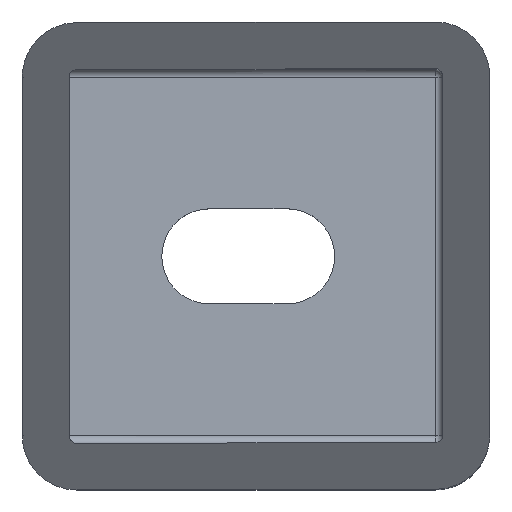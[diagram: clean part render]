
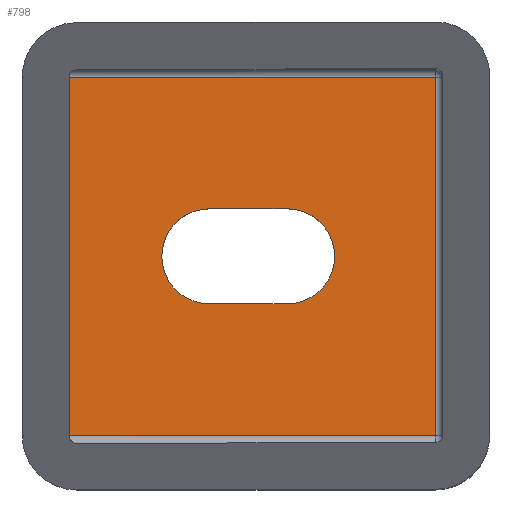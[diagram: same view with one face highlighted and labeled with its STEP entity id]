
A CAD part, top view. The second image highlights one B-rep face of the part: STEP entity #798.
In plain terms, the highlighted planar face has unit normal (0, 0, 1).
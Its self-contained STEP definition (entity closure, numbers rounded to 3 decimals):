
#304=CARTESIAN_POINT('',(-27.,3.5,3.));
#305=VERTEX_POINT('',#304);
#320=CARTESIAN_POINT('',(-27.0,26.5,3.));
#321=VERTEX_POINT('',#320);
#322=CARTESIAN_POINT('',(-27.,3.5,3.));
#323=DIRECTION('',(0.0,1.0,0.0));
#324=VECTOR('',#323,23.0);
#325=LINE('',#322,#324);
#326=EDGE_CURVE('',#305,#321,#325,.T.);
#732=CARTESIAN_POINT('',(0.,0.0,3.));
#733=DIRECTION('',(0.0,0.0,1.0));
#734=DIRECTION('',(0.0,1.0,0.0));
#735=AXIS2_PLACEMENT_3D('',#732,#733,#734);
#736=PLANE('',#735);
#737=ORIENTED_EDGE('',*,*,#326,.F.);
#738=CARTESIAN_POINT('',(-3.5,3.5,3.));
#739=VERTEX_POINT('',#738);
#740=CARTESIAN_POINT('',(-3.5,3.5,3.));
#741=DIRECTION('',(-1.0,0.0,0.0));
#742=VECTOR('',#741,23.5);
#743=LINE('',#740,#742);
#744=EDGE_CURVE('',#739,#305,#743,.T.);
#745=ORIENTED_EDGE('',*,*,#744,.F.);
#746=CARTESIAN_POINT('',(-3.5,26.5,3.));
#747=VERTEX_POINT('',#746);
#748=CARTESIAN_POINT('',(-3.5,26.5,3.));
#749=DIRECTION('',(0.0,-1.0,0.0));
#750=VECTOR('',#749,23.0);
#751=LINE('',#748,#750);
#752=EDGE_CURVE('',#747,#739,#751,.T.);
#753=ORIENTED_EDGE('',*,*,#752,.F.);
#754=CARTESIAN_POINT('',(-27.0,26.5,3.));
#755=DIRECTION('',(1.0,0.0,0.0));
#756=VECTOR('',#755,23.5);
#757=LINE('',#754,#756);
#758=EDGE_CURVE('',#321,#747,#757,.T.);
#759=ORIENTED_EDGE('',*,*,#758,.F.);
#760=EDGE_LOOP('',(#737,#745,#753,#759));
#761=FACE_OUTER_BOUND('',#760,.T.);
#762=CARTESIAN_POINT('',(-18.,11.95,3.0));
#763=VERTEX_POINT('',#762);
#764=CARTESIAN_POINT('',(-18.0,18.05,3.0));
#765=VERTEX_POINT('',#764);
#766=CARTESIAN_POINT('',(-18.,15.,3.0));
#767=DIRECTION('',(0.0,0.0,-1.0));
#768=DIRECTION('',(0.0,1.0,0.0));
#769=AXIS2_PLACEMENT_3D('',#766,#767,#768);
#770=CIRCLE('',#769,3.05);
#771=EDGE_CURVE('',#763,#765,#770,.T.);
#772=ORIENTED_EDGE('',*,*,#771,.T.);
#773=CARTESIAN_POINT('',(-13.,18.05,3.0));
#774=VERTEX_POINT('',#773);
#775=CARTESIAN_POINT('',(-18.0,18.05,3.0));
#776=DIRECTION('',(1.0,0.0,0.0));
#777=VECTOR('',#776,5.);
#778=LINE('',#775,#777);
#779=EDGE_CURVE('',#765,#774,#778,.T.);
#780=ORIENTED_EDGE('',*,*,#779,.T.);
#781=CARTESIAN_POINT('',(-13.,11.95,3.0));
#782=VERTEX_POINT('',#781);
#783=CARTESIAN_POINT('',(-13.,15.,3.0));
#784=DIRECTION('',(0.0,0.0,-1.0));
#785=DIRECTION('',(0.0,1.0,0.0));
#786=AXIS2_PLACEMENT_3D('',#783,#784,#785);
#787=CIRCLE('',#786,3.05);
#788=EDGE_CURVE('',#774,#782,#787,.T.);
#789=ORIENTED_EDGE('',*,*,#788,.T.);
#790=CARTESIAN_POINT('',(-13.,11.95,3.0));
#791=DIRECTION('',(-1.0,0.0,0.0));
#792=VECTOR('',#791,5.0);
#793=LINE('',#790,#792);
#794=EDGE_CURVE('',#782,#763,#793,.T.);
#795=ORIENTED_EDGE('',*,*,#794,.T.);
#796=EDGE_LOOP('',(#772,#780,#789,#795));
#797=FACE_BOUND('',#796,.T.);
#798=ADVANCED_FACE('',(#761,#797),#736,.T.);
